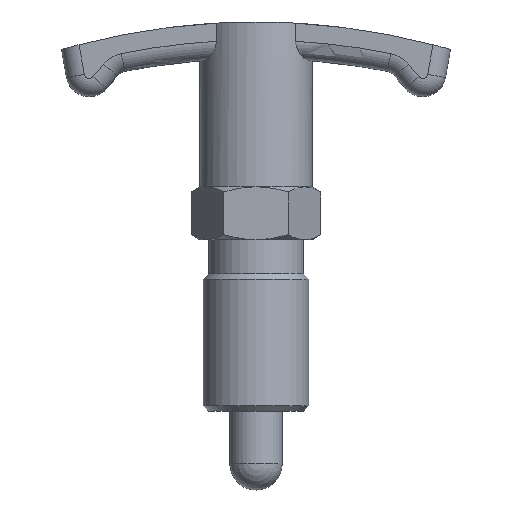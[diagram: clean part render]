
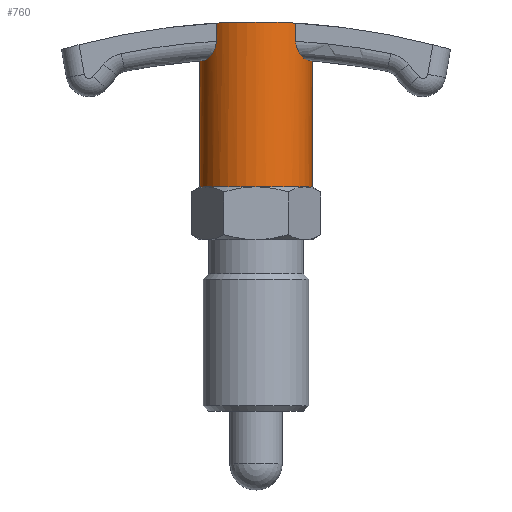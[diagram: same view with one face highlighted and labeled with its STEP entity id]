
A CAD part, top view. The second image highlights one B-rep face of the part: STEP entity #760.
In plain terms, the highlighted cylindrical face has radius 8.5 mm (diameter 17 mm), a partial arc.
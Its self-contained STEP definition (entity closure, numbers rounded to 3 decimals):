
#486=VERTEX_POINT('',#1380);
#524=VERTEX_POINT('',#1426);
#526=EDGE_CURVE('',#524,#630,#1428,.T.);
#554=EDGE_CURVE('',#1206,#758,#1460,.T.);
#572=VERTEX_POINT('',#1479);
#586=VERTEX_POINT('',#1494);
#588=EDGE_CURVE('',#1240,#524,#1496,.T.);
#630=VERTEX_POINT('',#1544);
#666=EDGE_CURVE('',#1254,#736,#1583,.T.);
#736=VERTEX_POINT('',#1662);
#744=EDGE_CURVE('',#736,#586,#1671,.T.);
#758=VERTEX_POINT('',#1686);
#760=ADVANCED_FACE('',(#1688),#1689,.T.);
#960=EDGE_CURVE('',#630,#1000,#1909,.T.);
#992=EDGE_CURVE('',#1000,#486,#1943,.T.);
#1000=VERTEX_POINT('',#1953);
#1046=EDGE_CURVE('',#586,#572,#2006,.T.);
#1072=EDGE_CURVE('',#572,#1240,#2032,.T.);
#1120=EDGE_CURVE('',#758,#1254,#2088,.T.);
#1206=VERTEX_POINT('',#2183);
#1240=VERTEX_POINT('',#2220);
#1254=VERTEX_POINT('',#2237);
#1314=EDGE_CURVE('',#1206,#486,#2299,.T.);
#1380=CARTESIAN_POINT('',(-8.5,8.0,0.));
#1426=CARTESIAN_POINT('',(-6.021,30.075,6.0));
#1428=B_SPLINE_CURVE_WITH_KNOTS('',3,(#2439,#2440,#2441,#2442,#2443,#2444,#2445,#2446,#2447,#2448,#2449,#2450),.UNSPECIFIED.,.F.,.F.,(4,2,2,2,2,4),(0.0,0.773,1.661,2.833,3.826,4.796),.UNSPECIFIED.);
#1460=LINE('',#2491,#2492);
#1479=CARTESIAN_POINT('',(0.,33.0,8.5));
#1494=CARTESIAN_POINT('',(6.021,32.83,6.0));
#1496=LINE('',#2562,#2563);
#1544=CARTESIAN_POINT('',(-7.854,27.194,3.25));
#1583=B_SPLINE_CURVE_WITH_KNOTS('',3,(#2735,#2736,#2737,#2738,#2739,#2740,#2741,#2742,#2743,#2744,#2745,#2746),.UNSPECIFIED.,.F.,.F.,(4,2,2,2,2,4),(0.0,1.177,2.57,3.848,4.481,5.102),.UNSPECIFIED.);
#1662=CARTESIAN_POINT('',(6.021,30.075,6.0));
#1671=LINE('',#2907,#2908);
#1686=CARTESIAN_POINT('',(8.5,27.142,0.));
#1688=FACE_OUTER_BOUND('',#2943,.T.);
#1689=CYLINDRICAL_SURFACE('',#2944,8.5);
#1909=B_SPLINE_CURVE_WITH_KNOTS('',3,(#3271,#3272,#3273,#3274,#3275,#3276,#3277,#3278,#3279,#3280,#3281),.UNSPECIFIED.,.F.,.F.,(4,2,3,2,4),(-3.203,-1.602,0.0,1.602,3.203),.UNSPECIFIED.);
#1943=LINE('',#3338,#3339);
#1953=CARTESIAN_POINT('',(-8.5,27.142,0.));
#2006=B_SPLINE_CURVE_WITH_KNOTS('',3,(#3428,#3429,#3430,#3431,#3432,#3433,#3434,#3435,#3436,#3437,#3438,#3439),.UNSPECIFIED.,.F.,.F.,(4,2,2,2,2,4),(32.018,32.033,33.635,35.236,36.838,38.44),.UNSPECIFIED.);
#2032=B_SPLINE_CURVE_WITH_KNOTS('',3,(#3513,#3514,#3515,#3516,#3517,#3518,#3519,#3520,#3521,#3522,#3523,#3524),.UNSPECIFIED.,.F.,.F.,(4,2,2,2,2,4),(38.44,40.041,41.643,43.245,44.846,44.861),.UNSPECIFIED.);
#2088=B_SPLINE_CURVE_WITH_KNOTS('',3,(#3614,#3615,#3616,#3617,#3618,#3619,#3620,#3621,#3622,#3623),.UNSPECIFIED.,.F.,.F.,(4,2,2,2,4),(22.424,24.026,25.628,27.229,28.831),.UNSPECIFIED.);
#2183=CARTESIAN_POINT('',(8.5,8.0,0.0));
#2220=CARTESIAN_POINT('',(-6.021,32.83,6.0));
#2237=CARTESIAN_POINT('',(7.854,27.194,3.25));
#2299=CIRCLE('',#4042,8.5);
#2439=CARTESIAN_POINT('',(-6.026,30.25,5.994));
#2440=CARTESIAN_POINT('',(-6.01,29.993,6.011));
#2441=CARTESIAN_POINT('',(-6.03,29.739,5.991));
#2442=CARTESIAN_POINT('',(-6.14,29.208,5.878));
#2443=CARTESIAN_POINT('',(-6.237,28.944,5.777));
#2444=CARTESIAN_POINT('',(-6.506,28.389,5.475));
#2445=CARTESIAN_POINT('',(-6.699,28.102,5.244));
#2446=CARTESIAN_POINT('',(-7.071,27.664,4.727));
#2447=CARTESIAN_POINT('',(-7.246,27.5,4.457));
#2448=CARTESIAN_POINT('',(-7.571,27.272,3.878));
#2449=CARTESIAN_POINT('',(-7.722,27.204,3.57));
#2450=CARTESIAN_POINT('',(-7.854,27.194,3.25));
#2491=CARTESIAN_POINT('',(8.5,21.0,0.));
#2492=VECTOR('',#4228,1.0);
#2562=CARTESIAN_POINT('',(-6.021,28.72,6.0));
#2563=VECTOR('',#4262,1.0);
#2735=CARTESIAN_POINT('',(7.854,27.194,3.25));
#2736=CARTESIAN_POINT('',(7.704,27.206,3.612));
#2737=CARTESIAN_POINT('',(7.53,27.29,3.959));
#2738=CARTESIAN_POINT('',(7.128,27.599,4.651));
#2739=CARTESIAN_POINT('',(6.892,27.847,4.986));
#2740=CARTESIAN_POINT('',(6.481,28.434,5.509));
#2741=CARTESIAN_POINT('',(6.304,28.762,5.705));
#2742=CARTESIAN_POINT('',(6.123,29.296,5.896));
#2743=CARTESIAN_POINT('',(6.077,29.483,5.943));
#2744=CARTESIAN_POINT('',(6.022,29.866,5.999));
#2745=CARTESIAN_POINT('',(6.014,30.057,6.007));
#2746=CARTESIAN_POINT('',(6.026,30.25,5.994));
#2907=CARTESIAN_POINT('',(6.021,28.72,6.0));
#2908=VECTOR('',#4491,1.0);
#2943=EDGE_LOOP('',(#4509,#4510,#4511,#4512,#4513,#4514,#4515,#4516,#4517,#4518,#4519));
#2944=AXIS2_PLACEMENT_3D('',#4520,#4521,#4522);
#3271=CARTESIAN_POINT('',(-7.853,27.194,3.254));
#3272=CARTESIAN_POINT('',(-8.07,27.177,2.73));
#3273=CARTESIAN_POINT('',(-8.234,27.164,2.184));
#3274=CARTESIAN_POINT('',(-8.449,27.146,1.086));
#3275=CARTESIAN_POINT('',(-8.5,27.142,0.534));
#3276=CARTESIAN_POINT('',(-8.5,27.142,0.0));
#3277=CARTESIAN_POINT('',(-8.5,27.142,-0.534));
#3278=CARTESIAN_POINT('',(-8.449,27.146,-1.086));
#3279=CARTESIAN_POINT('',(-8.234,27.164,-2.184));
#3280=CARTESIAN_POINT('',(-8.07,27.177,-2.73));
#3281=CARTESIAN_POINT('',(-7.853,27.194,-3.254));
#3338=CARTESIAN_POINT('',(-8.5,21.0,0.));
#3339=VECTOR('',#4828,1.0);
#3428=CARTESIAN_POINT('',(6.021,32.83,6.0));
#3429=CARTESIAN_POINT('',(6.017,32.83,6.003));
#3430=CARTESIAN_POINT('',(6.014,32.83,6.007));
#3431=CARTESIAN_POINT('',(5.633,32.852,6.388));
#3432=CARTESIAN_POINT('',(5.207,32.874,6.742));
#3433=CARTESIAN_POINT('',(4.279,32.915,7.366));
#3434=CARTESIAN_POINT('',(3.777,32.934,7.636));
#3435=CARTESIAN_POINT('',(2.73,32.966,8.07));
#3436=CARTESIAN_POINT('',(2.184,32.979,8.234));
#3437=CARTESIAN_POINT('',(1.086,32.996,8.449));
#3438=CARTESIAN_POINT('',(0.534,33.0,8.5));
#3439=CARTESIAN_POINT('',(0.,33.0,8.5));
#3513=CARTESIAN_POINT('',(0.,33.0,8.5));
#3514=CARTESIAN_POINT('',(-0.534,33.0,8.5));
#3515=CARTESIAN_POINT('',(-1.086,32.996,8.449));
#3516=CARTESIAN_POINT('',(-2.184,32.979,8.234));
#3517=CARTESIAN_POINT('',(-2.73,32.966,8.07));
#3518=CARTESIAN_POINT('',(-3.777,32.934,7.636));
#3519=CARTESIAN_POINT('',(-4.279,32.915,7.366));
#3520=CARTESIAN_POINT('',(-5.207,32.874,6.742));
#3521=CARTESIAN_POINT('',(-5.633,32.852,6.388));
#3522=CARTESIAN_POINT('',(-6.014,32.83,6.007));
#3523=CARTESIAN_POINT('',(-6.017,32.83,6.003));
#3524=CARTESIAN_POINT('',(-6.021,32.83,6.0));
#3614=CARTESIAN_POINT('',(7.853,27.194,-3.254));
#3615=CARTESIAN_POINT('',(8.07,27.177,-2.73));
#3616=CARTESIAN_POINT('',(8.234,27.164,-2.184));
#3617=CARTESIAN_POINT('',(8.449,27.146,-1.086));
#3618=CARTESIAN_POINT('',(8.5,27.142,-0.534));
#3619=CARTESIAN_POINT('',(8.5,27.142,0.534));
#3620=CARTESIAN_POINT('',(8.449,27.146,1.086));
#3621=CARTESIAN_POINT('',(8.234,27.164,2.184));
#3622=CARTESIAN_POINT('',(8.07,27.177,2.73));
#3623=CARTESIAN_POINT('',(7.853,27.194,3.254));
#4042=AXIS2_PLACEMENT_3D('',#5212,#5213,#5214);
#4228=DIRECTION('',(0.0,1.0,0.0));
#4262=DIRECTION('',(-0.0,-1.0,0.0));
#4491=DIRECTION('',(0.0,1.0,0.0));
#4509=ORIENTED_EDGE('',*,*,#554,.T.);
#4510=ORIENTED_EDGE('',*,*,#1120,.T.);
#4511=ORIENTED_EDGE('',*,*,#666,.T.);
#4512=ORIENTED_EDGE('',*,*,#744,.T.);
#4513=ORIENTED_EDGE('',*,*,#1046,.T.);
#4514=ORIENTED_EDGE('',*,*,#1072,.T.);
#4515=ORIENTED_EDGE('',*,*,#588,.T.);
#4516=ORIENTED_EDGE('',*,*,#526,.T.);
#4517=ORIENTED_EDGE('',*,*,#960,.T.);
#4518=ORIENTED_EDGE('',*,*,#992,.T.);
#4519=ORIENTED_EDGE('',*,*,#1314,.F.);
#4520=CARTESIAN_POINT('',(0.0,21.0,0.0));
#4521=DIRECTION('',(0.0,-1.0,-0.0));
#4522=DIRECTION('',(1.0,0.0,0.0));
#4828=DIRECTION('',(-0.0,-1.0,-0.0));
#5212=CARTESIAN_POINT('',(0.0,8.0,0.0));
#5213=DIRECTION('',(0.0,-1.0,0.0));
#5214=DIRECTION('',(1.0,0.0,0.0));
